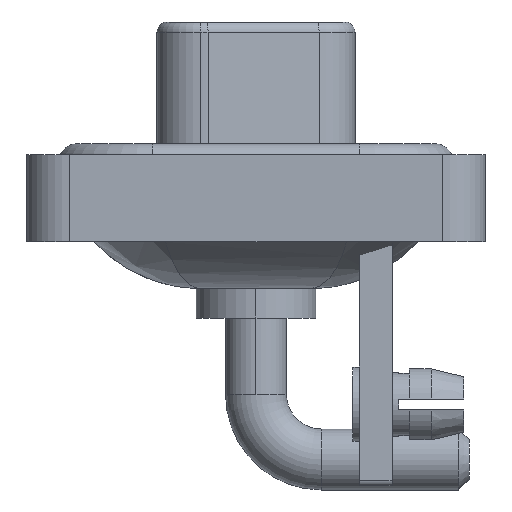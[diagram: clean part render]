
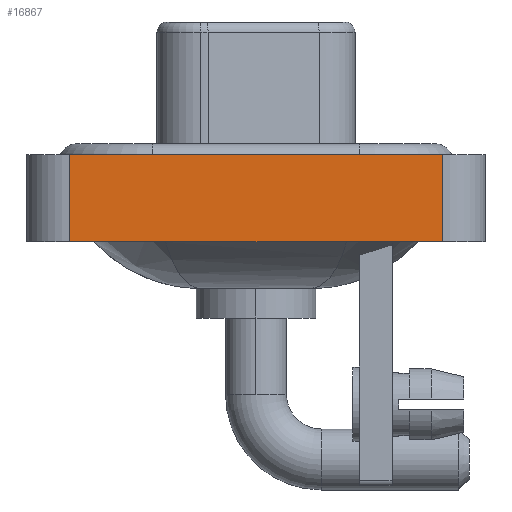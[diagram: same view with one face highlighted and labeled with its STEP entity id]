
A CAD part, left-side view. The second image highlights one B-rep face of the part: STEP entity #16867.
In plain terms, the highlighted planar face has unit normal (-1, 0, 0).
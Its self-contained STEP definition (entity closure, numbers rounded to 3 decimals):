
#646 = DIRECTION ( 'NONE',  ( 0., 0., 1. ) ) ;
#717 = ORIENTED_EDGE ( 'NONE', *, *, #12609, .T. ) ;
#1975 = CARTESIAN_POINT ( 'NONE',  ( -7.25, 8.55, -3.6 ) ) ;
#2481 = CARTESIAN_POINT ( 'NONE',  ( -7.25, -8.55, -3.6 ) ) ;
#2971 = CARTESIAN_POINT ( 'NONE',  ( -7.25, -8.55, 0.4 ) ) ;
#3398 = DIRECTION ( 'NONE',  ( 0., 0., 1. ) ) ;
#3643 = DIRECTION ( 'NONE',  ( 0., 0., 1. ) ) ;
#4766 = CARTESIAN_POINT ( 'NONE',  ( -7.25, -8.55, -3.6 ) ) ;
#6087 = DIRECTION ( 'NONE',  ( 0., -1., 0. ) ) ;
#6353 = EDGE_CURVE ( 'NONE', #13875, #11172, #9854, .T. ) ;
#7869 = CARTESIAN_POINT ( 'NONE',  ( -7.25, 8.55, -3.6 ) ) ;
#8064 = VECTOR ( 'NONE', #15141, 1000. ) ;
#8411 = CARTESIAN_POINT ( 'NONE',  ( -7.25, -8.55, 0.4 ) ) ;
#9224 = VECTOR ( 'NONE', #3398, 1000. ) ;
#9604 = EDGE_CURVE ( 'NONE', #12428, #13875, #14085, .T. ) ;
#9854 = LINE ( 'NONE', #2971, #8064 ) ;
#9906 = ORIENTED_EDGE ( 'NONE', *, *, #14694, .T. ) ;
#10206 = ORIENTED_EDGE ( 'NONE', *, *, #9604, .F. ) ;
#11172 = VERTEX_POINT ( 'NONE', #8411 ) ;
#11437 = LINE ( 'NONE', #17059, #9224 ) ;
#11861 = FACE_OUTER_BOUND ( 'NONE', #11887, .T. ) ;
#11887 = EDGE_LOOP ( 'NONE', ( #9906, #12667, #10206, #717 ) ) ;
#12428 = VERTEX_POINT ( 'NONE', #7869 ) ;
#12609 = EDGE_CURVE ( 'NONE', #12428, #15155, #15802, .T. ) ;
#12667 = ORIENTED_EDGE ( 'NONE', *, *, #6353, .F. ) ;
#13327 = CARTESIAN_POINT ( 'NONE',  ( -7.25, 8.55, 0.4 ) ) ;
#13875 = VERTEX_POINT ( 'NONE', #13327 ) ;
#14085 = LINE ( 'NONE', #1975, #15215 ) ;
#14669 = CARTESIAN_POINT ( 'NONE',  ( -7.25, -8.55, -3.6 ) ) ;
#14694 = EDGE_CURVE ( 'NONE', #15155, #11172, #11437, .T. ) ;
#15141 = DIRECTION ( 'NONE',  ( 0., -1., 0. ) ) ;
#15155 = VERTEX_POINT ( 'NONE', #14669 ) ;
#15215 = VECTOR ( 'NONE', #646, 1000. ) ;
#15732 = DIRECTION ( 'NONE',  ( -1., 0., 0. ) ) ;
#15802 = LINE ( 'NONE', #4766, #17307 ) ;
#15908 = PLANE ( 'NONE',  #16594 ) ;
#16594 = AXIS2_PLACEMENT_3D ( 'NONE', #2481, #15732, #3643 ) ;
#16867 = ADVANCED_FACE ( 'NONE', ( #11861 ), #15908, .T. ) ;
#17059 = CARTESIAN_POINT ( 'NONE',  ( -7.25, -8.55, -3.6 ) ) ;
#17307 = VECTOR ( 'NONE', #6087, 1000. ) ;
